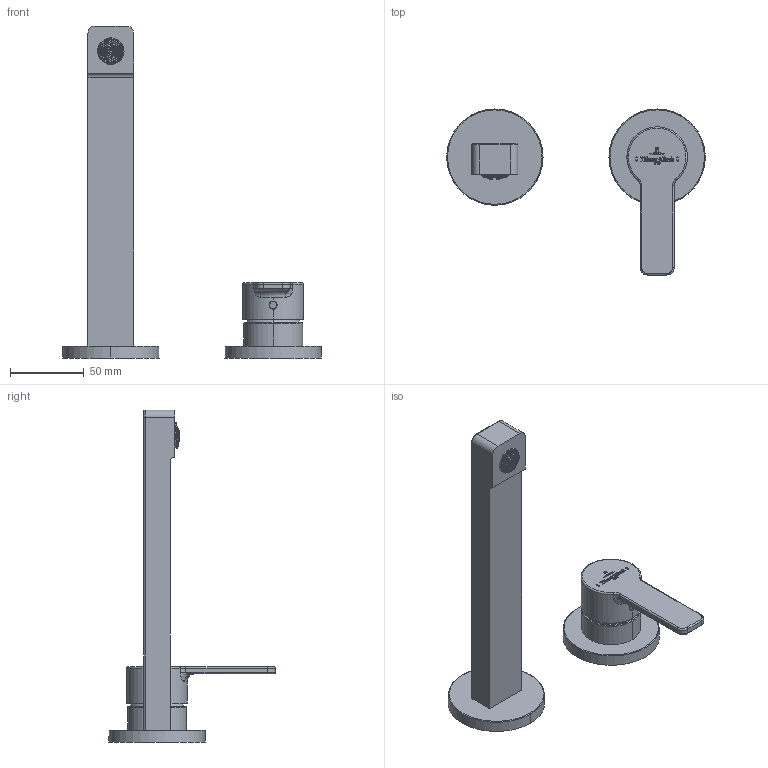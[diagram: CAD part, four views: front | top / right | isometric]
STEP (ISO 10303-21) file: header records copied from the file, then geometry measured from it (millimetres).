
FILE_DESCRIPTION((''),'2;1');
FILE_NAME('TVW103112111_3DPL','2025-10-20T10:29:46',('LazarovR'),(''),'CREO PARAMETRIC BY PTC INC, 2024253','CREO PARAMETRIC BY PTC INC, 2024253','');
FILE_SCHEMA(('AP242_MANAGED_MODEL_BASED_3D_ENGINEERING_MIM_LF { 1 0 10303 442 1 1 4 }'));
Products named in the file (1): TVW103112111_3DPL
Bounding box: 175.28 x 112.64 x 225 mm (x, y, z)
Volume: 239424.5 mm3; surface area: 48021 mm2
Topology: 2 solids, 2 shells, 1858 faces, 4894 edges, 3139 vertices
Faces by surface type: plane 897, torus 508, bspline 223, cylinder 213, cone 9, sphere 8
Entity records: 82619 total; most frequent: CARTESIAN_POINT 28307, ORIENTED_EDGE 9788, DIRECTION 8002, EDGE_CURVE 4894, VERTEX_POINT 3139, AXIS2_PLACEMENT_3D 2971, VECTOR 2060, LINE 2060
